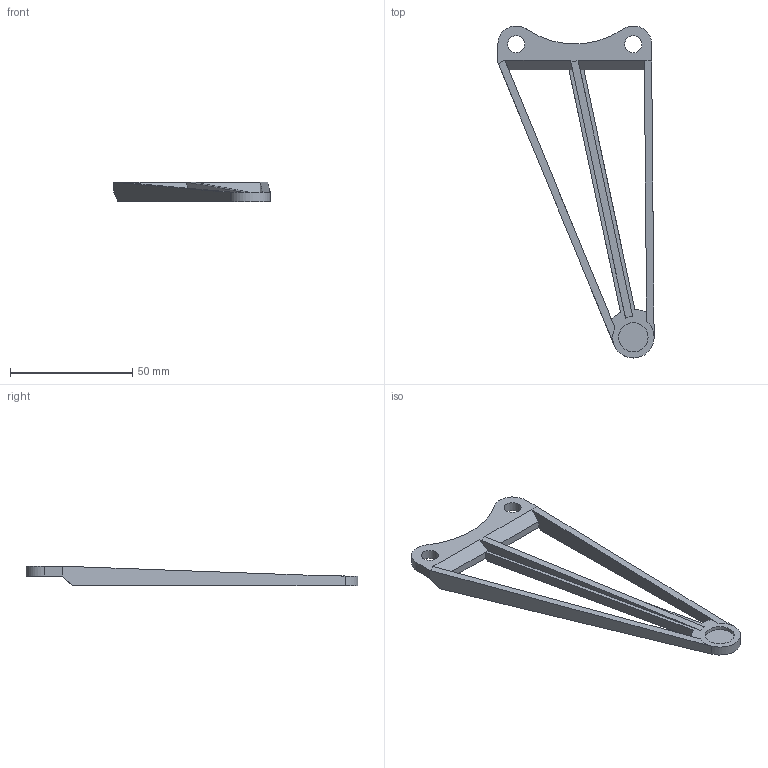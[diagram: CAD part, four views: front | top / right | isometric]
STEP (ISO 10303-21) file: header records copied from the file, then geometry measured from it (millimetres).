
FILE_DESCRIPTION(/* description */ (''),/* implementation_level */ '2;1');
FILE_NAME(/* name */ 'Melta holder for pontto motor init.step',/* time_stamp */ '2025-07-22T17:54:28+03:00',/* author */ (''),/* organization */ (''),/* preprocessor_version */ 'ST-DEVELOPER v20.1',/* originating_system */ 'Autodesk Translation Framework v14.10.0.0',/* authorisation */ '');
FILE_SCHEMA (('AUTOMOTIVE_DESIGN { 1 0 10303 214 3 1 1 }'));
Length unit declared in the file: millimetre
Products named in the file (1): v3 pöntto moottorin sensorin metallin pidike
Bounding box: 64 x 135.98 x 8 mm (x, y, z)
Volume: 10949.3 mm3; surface area: 9630.4 mm2
Topology: 1 solids, 1 shells, 34 faces, 100 edges, 65 vertices
Faces by surface type: plane 22, cylinder 9, cone 3
Full cylindrical faces by diameter (mm): 7 x2, 12 x1
Entity records: 1183 total; most frequent: CARTESIAN_POINT 227, ORIENTED_EDGE 200, DIRECTION 187, EDGE_CURVE 100, LINE 69, VECTOR 69, VERTEX_POINT 65, AXIS2_PLACEMENT_3D 59
